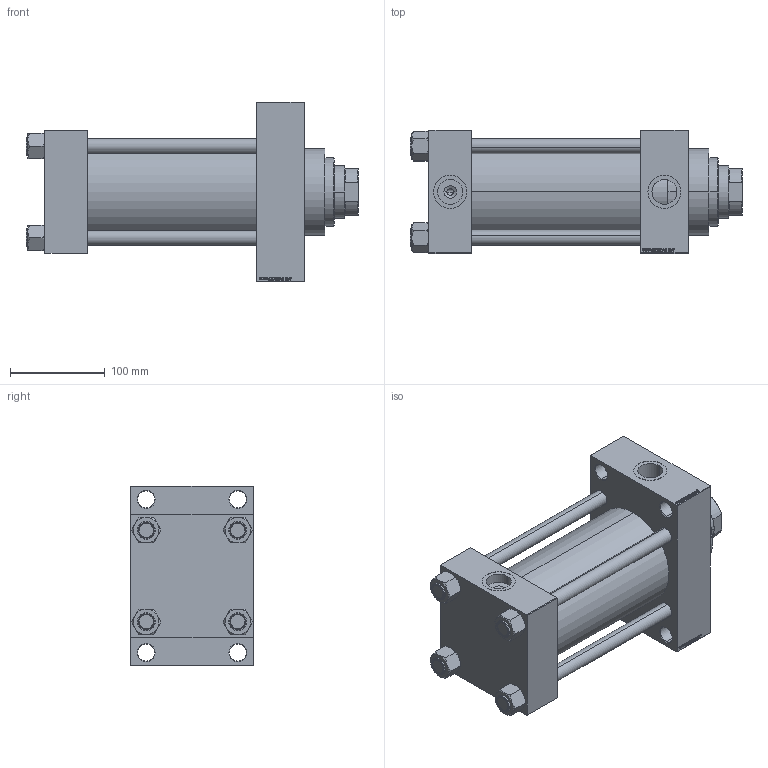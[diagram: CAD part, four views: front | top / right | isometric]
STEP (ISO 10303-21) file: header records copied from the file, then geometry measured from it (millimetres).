
FILE_DESCRIPTION (( 'STEP AP203' ), '1' );
FILE_NAME ('aeb5.STEP', '2024-05-21T06:54:16', ( '' ), ( '' ), 'SwSTEP 2.0', 'SolidWorks 2019', '' );
FILE_SCHEMA (( 'CONFIG_CONTROL_DESIGN' ));
Length unit declared in the file: millimetre
Products named in the file (6): NUT_M5_D d66cac2b675a722e07484bc793cc493c; V215CR_VCP_D d66cac2b675a722e07484bc793cc493c; aeb5; V215CR_D_Body d66cac2b675a722e07484bc793cc493c; V215CR_D_TYCINKA d66cac2b675a722e07484bc793cc493c; V215_VC_A d66cac2b675a722e07484bc793cc493c
Assembly tree (11 placements, depth 2):
  aeb5
    V215CR_D_Body d66cac2b675a722e07484bc793cc493c
    V215CR_VCP_D d66cac2b675a722e07484bc793cc493c
    NUT_M5_D d66cac2b675a722e07484bc793cc493c  x4
    V215CR_D_TYCINKA d66cac2b675a722e07484bc793cc493c  x4
    V215_VC_A d66cac2b675a722e07484bc793cc493c
Bounding box: 351 x 130 x 190 mm (x, y, z)
Volume: 3085751.6 mm3; surface area: 472972.3 mm2
Topology: 11 solids, 11 shells, 1151 faces, 2911 edges, 1893 vertices
Faces by surface type: plane 545, bspline 368, cone 142, cylinder 88, torus 8
Entity records: 47763 total; most frequent: CARTESIAN_POINT 25232, ORIENTED_EDGE 5086, DIRECTION 3267, EDGE_CURVE 2543, VERTEX_POINT 1671, LINE 1527, VECTOR 1527, EDGE_LOOP 1126
